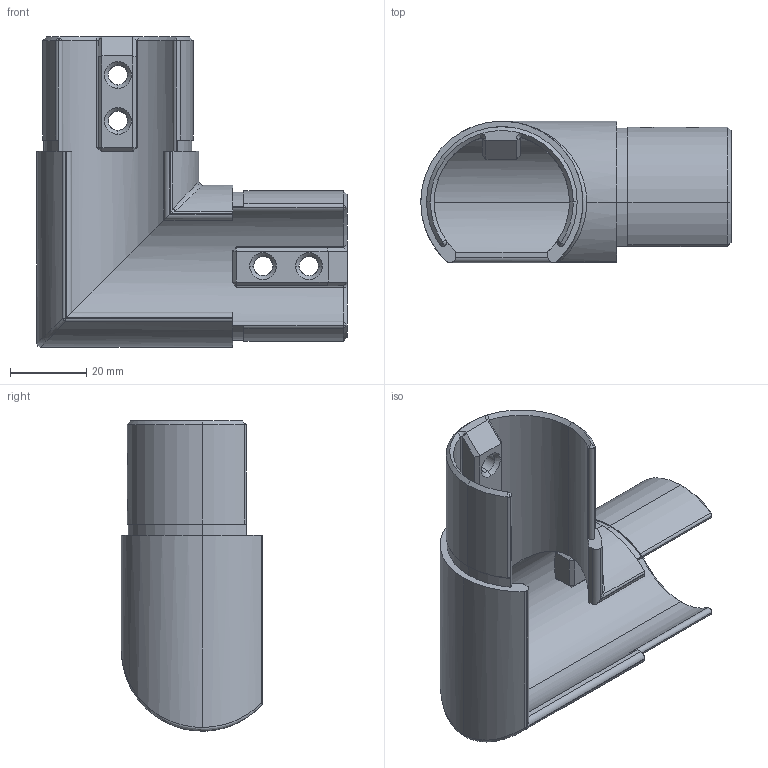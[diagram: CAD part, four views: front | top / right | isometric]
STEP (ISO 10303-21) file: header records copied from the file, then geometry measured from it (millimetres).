
FILE_DESCRIPTION (( 'STEP AP203' ), '1' );
FILE_NAME ('A_6313-042-V2.STEP', '2021-04-21T06:56:14', ( '' ), ( '' ), 'SwSTEP 2.0', 'SolidWorks 2019', '' );
FILE_SCHEMA (( 'CONFIG_CONTROL_DESIGN' ));
Length unit declared in the file: millimetre
Products named in the file (1): A_6313-042-V2
Bounding box: 81.2 x 37 x 81.2 mm (x, y, z)
Volume: 32268.5 mm3; surface area: 23433.2 mm2
Topology: 1 solids, 1 shells, 142 faces, 351 edges, 197 vertices
Faces by surface type: cylinder 54, plane 44, cone 38, bspline 5, sphere 1
Entity records: 4552 total; most frequent: CARTESIAN_POINT 1224, DIRECTION 698, ORIENTED_EDGE 674, EDGE_CURVE 337, AXIS2_PLACEMENT_3D 260, VERTEX_POINT 197, VECTOR 178, LINE 178
